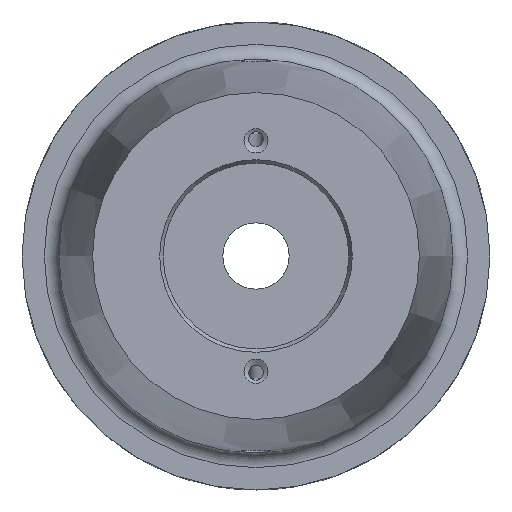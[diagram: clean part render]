
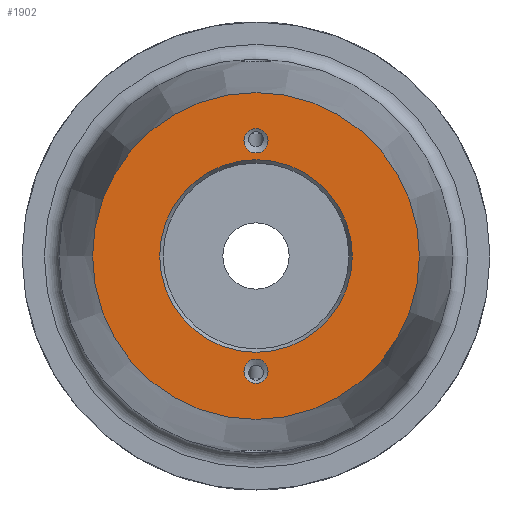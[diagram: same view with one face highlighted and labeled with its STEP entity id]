
A CAD part, left-side view. The second image highlights one B-rep face of the part: STEP entity #1902.
In plain terms, the highlighted planar face has unit normal (-1, 0, 0).
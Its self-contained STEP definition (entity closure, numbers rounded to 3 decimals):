
#49=FACE_BOUND('',#253,.T.);
#50=FACE_BOUND('',#254,.T.);
#51=FACE_BOUND('',#255,.T.);
#69=PLANE('',#2060);
#144=FACE_OUTER_BOUND('',#252,.T.);
#252=EDGE_LOOP('',(#1394,#1395));
#253=EDGE_LOOP('',(#1396,#1397));
#254=EDGE_LOOP('',(#1398,#1399));
#255=EDGE_LOOP('',(#1400));
#614=CIRCLE('',#2019,1.621);
#615=CIRCLE('',#2020,1.621);
#618=CIRCLE('',#2025,1.621);
#619=CIRCLE('',#2026,1.621);
#638=CIRCLE('',#2056,12.962);
#641=CIRCLE('',#2061,22.);
#642=CIRCLE('',#2062,22.);
#754=VERTEX_POINT('',#3109);
#755=VERTEX_POINT('',#3110);
#758=VERTEX_POINT('',#3121);
#759=VERTEX_POINT('',#3122);
#785=VERTEX_POINT('',#3269);
#788=VERTEX_POINT('',#3279);
#789=VERTEX_POINT('',#3280);
#977=EDGE_CURVE('',#754,#755,#614,.T.);
#978=EDGE_CURVE('',#755,#754,#615,.T.);
#983=EDGE_CURVE('',#758,#759,#618,.T.);
#984=EDGE_CURVE('',#759,#758,#619,.T.);
#1017=EDGE_CURVE('',#785,#785,#638,.T.);
#1022=EDGE_CURVE('',#788,#789,#641,.T.);
#1023=EDGE_CURVE('',#789,#788,#642,.T.);
#1394=ORIENTED_EDGE('',*,*,#1022,.F.);
#1395=ORIENTED_EDGE('',*,*,#1023,.F.);
#1396=ORIENTED_EDGE('',*,*,#977,.T.);
#1397=ORIENTED_EDGE('',*,*,#978,.T.);
#1398=ORIENTED_EDGE('',*,*,#983,.T.);
#1399=ORIENTED_EDGE('',*,*,#984,.T.);
#1400=ORIENTED_EDGE('',*,*,#1017,.F.);
#1902=ADVANCED_FACE('',(#144,#49,#50,#51),#69,.T.);
#2019=AXIS2_PLACEMENT_3D('',#3111,#2265,#2266);
#2020=AXIS2_PLACEMENT_3D('',#3112,#2267,#2268);
#2025=AXIS2_PLACEMENT_3D('',#3123,#2279,#2280);
#2026=AXIS2_PLACEMENT_3D('',#3124,#2281,#2282);
#2056=AXIS2_PLACEMENT_3D('',#3270,#2349,#2350);
#2060=AXIS2_PLACEMENT_3D('',#3278,#2359,#2360);
#2061=AXIS2_PLACEMENT_3D('',#3281,#2361,#2362);
#2062=AXIS2_PLACEMENT_3D('',#3282,#2363,#2364);
#2265=DIRECTION('center_axis',(1.,0.,0.));
#2266=DIRECTION('ref_axis',(0.,0.,1.));
#2267=DIRECTION('center_axis',(1.,0.,0.));
#2268=DIRECTION('ref_axis',(0.,0.,1.));
#2279=DIRECTION('center_axis',(1.,0.,0.));
#2280=DIRECTION('ref_axis',(0.,0.,1.));
#2281=DIRECTION('center_axis',(1.,0.,0.));
#2282=DIRECTION('ref_axis',(0.,0.,1.));
#2349=DIRECTION('center_axis',(-1.,0.,0.));
#2350=DIRECTION('ref_axis',(0.,0.,-1.));
#2359=DIRECTION('center_axis',(-1.,0.,0.));
#2360=DIRECTION('ref_axis',(0.,0.,1.));
#2361=DIRECTION('center_axis',(1.,0.,0.));
#2362=DIRECTION('ref_axis',(0.,1.,0.));
#2363=DIRECTION('center_axis',(1.,0.,0.));
#2364=DIRECTION('ref_axis',(0.,1.,0.));
#3109=CARTESIAN_POINT('',(-90.,0.,17.121));
#3110=CARTESIAN_POINT('',(-90.,0.,13.879));
#3111=CARTESIAN_POINT('Origin',(-90.,0.,15.5));
#3112=CARTESIAN_POINT('Origin',(-90.,0.,15.5));
#3121=CARTESIAN_POINT('',(-90.,0.,-13.879));
#3122=CARTESIAN_POINT('',(-90.,0.,-17.121));
#3123=CARTESIAN_POINT('Origin',(-90.,0.,-15.5));
#3124=CARTESIAN_POINT('Origin',(-90.,0.,-15.5));
#3269=CARTESIAN_POINT('',(-90.,0.,12.962));
#3270=CARTESIAN_POINT('Origin',(-90.,0.,0.));
#3278=CARTESIAN_POINT('Origin',(-90.,11.,0.));
#3279=CARTESIAN_POINT('',(-90.,22.,0.));
#3280=CARTESIAN_POINT('',(-90.,-22.,0.));
#3281=CARTESIAN_POINT('Origin',(-90.,0.,0.));
#3282=CARTESIAN_POINT('Origin',(-90.,0.,0.));
